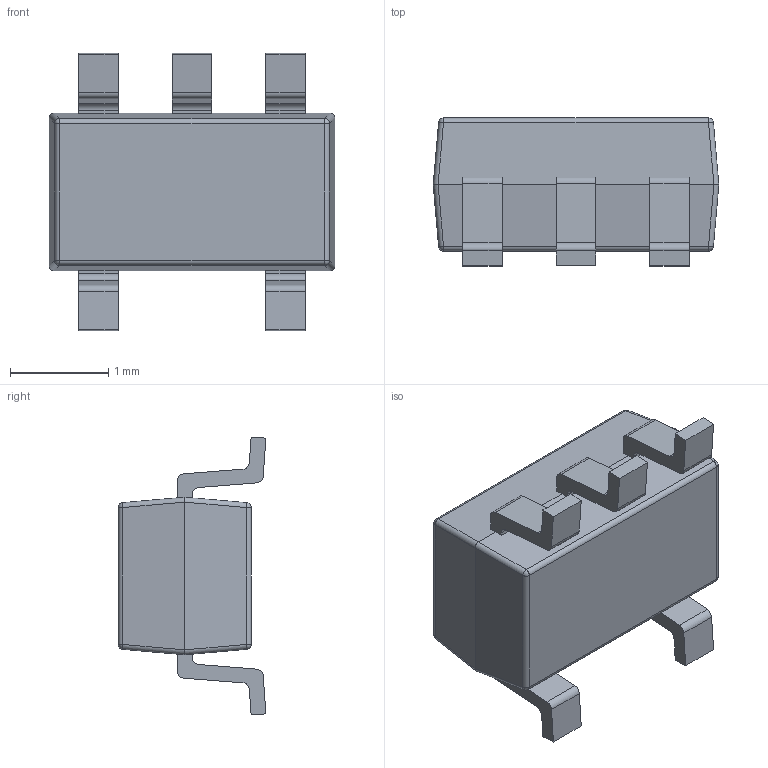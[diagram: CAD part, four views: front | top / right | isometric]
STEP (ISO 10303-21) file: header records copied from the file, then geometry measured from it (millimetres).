
FILE_DESCRIPTION(('FreeCAD Model'),'2;1');
FILE_NAME('SOT-23-5.step','2017-03-24T15:06:09',( 'kicad StepUp'),('ksu MCAD'),'Open CASCADE STEP processor 6.8', 'FreeCAD','Unknown');
FILE_SCHEMA(('AUTOMOTIVE_DESIGN_CC2 { 1 2 10303 214 -1 1 5 4 }'));
Length unit declared in the file: millimetre
Products named in the file (1): SOT-23-5
Bounding box: 2.9 x 1.5 x 2.82 mm (x, y, z)
Volume: 6.3 mm3; surface area: 26.6 mm2
Topology: 1 solids, 1 shells, 99 faces, 267 edges, 162 vertices
Faces by surface type: plane 55, cylinder 36, sphere 8
Entity records: 3707 total; most frequent: CARTESIAN_POINT 533, DIRECTION 519, ORIENTED_EDGE 518, EDGE_CURVE 259, LINE 191, VECTOR 191, AXIS2_PLACEMENT_3D 164, VERTEX_POINT 162
